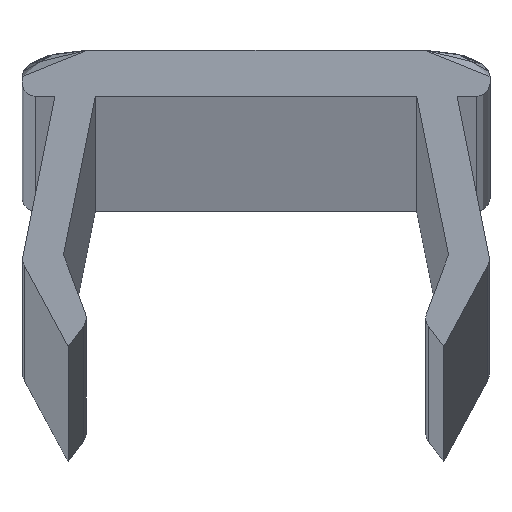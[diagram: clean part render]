
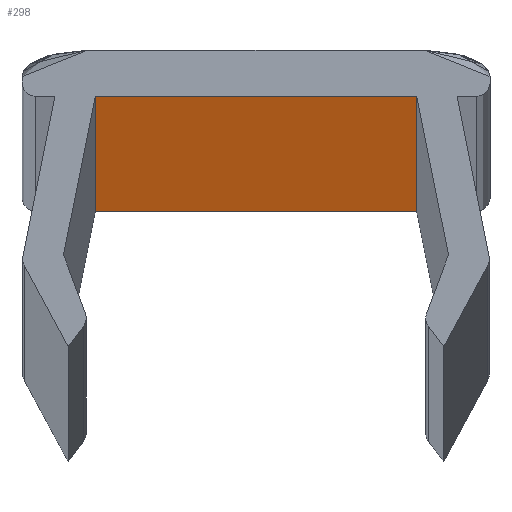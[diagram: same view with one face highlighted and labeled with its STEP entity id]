
A CAD part, top view. The second image highlights one B-rep face of the part: STEP entity #298.
In plain terms, the highlighted planar face has unit normal (0, -1, 0).
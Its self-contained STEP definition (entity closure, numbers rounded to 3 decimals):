
#21 = CARTESIAN_POINT ( 'NONE',  ( -2.438, 3.8, 1000. ) ) ;
#31 = DIRECTION ( 'NONE',  ( -1., 0., 0. ) ) ;
#49 = CARTESIAN_POINT ( 'NONE',  ( 2.438, 3.8, 0. ) ) ;
#65 = DIRECTION ( 'NONE',  ( 1., 0., 0. ) ) ;
#66 = ORIENTED_EDGE ( 'NONE', *, *, #644, .T. ) ;
#85 = DIRECTION ( 'NONE',  ( 0., 0., -1. ) ) ;
#114 = EDGE_LOOP ( 'NONE', ( #714, #725, #262, #66 ) ) ;
#173 = VERTEX_POINT ( 'NONE', #21 ) ;
#192 = PLANE ( 'NONE',  #210 ) ;
#194 = CARTESIAN_POINT ( 'NONE',  ( -2.438, 3.8, 0. ) ) ;
#210 = AXIS2_PLACEMENT_3D ( 'NONE', #616, #276, #31 ) ;
#225 = VERTEX_POINT ( 'NONE', #49 ) ;
#242 = VECTOR ( 'NONE', #65, 1000. ) ;
#262 = ORIENTED_EDGE ( 'NONE', *, *, #384, .F. ) ;
#273 = EDGE_CURVE ( 'NONE', #696, #225, #1025, .T. ) ;
#276 = DIRECTION ( 'NONE',  ( 0., 1., 0. ) ) ;
#298 = ADVANCED_FACE ( 'NONE', ( #615 ), #192, .F. ) ;
#384 = EDGE_CURVE ( 'NONE', #173, #931, #471, .T. ) ;
#392 = CARTESIAN_POINT ( 'NONE',  ( 2.438, 3.8, 1000. ) ) ;
#471 = LINE ( 'NONE', #740, #242 ) ;
#525 = LINE ( 'NONE', #581, #676 ) ;
#530 = CARTESIAN_POINT ( 'NONE',  ( 0., 3.8, 0. ) ) ;
#581 = CARTESIAN_POINT ( 'NONE',  ( -2.438, 3.8, 1000. ) ) ;
#615 = FACE_OUTER_BOUND ( 'NONE', #114, .T. ) ;
#616 = CARTESIAN_POINT ( 'NONE',  ( 0., 3.8, 1000. ) ) ;
#644 = EDGE_CURVE ( 'NONE', #173, #696, #525, .T. ) ;
#660 = LINE ( 'NONE', #891, #824 ) ;
#676 = VECTOR ( 'NONE', #85, 1000. ) ;
#696 = VERTEX_POINT ( 'NONE', #194 ) ;
#714 = ORIENTED_EDGE ( 'NONE', *, *, #273, .T. ) ;
#725 = ORIENTED_EDGE ( 'NONE', *, *, #1029, .F. ) ;
#740 = CARTESIAN_POINT ( 'NONE',  ( 0., 3.8, 1000. ) ) ;
#824 = VECTOR ( 'NONE', #976, 1000. ) ;
#891 = CARTESIAN_POINT ( 'NONE',  ( 2.438, 3.8, 1000. ) ) ;
#931 = VERTEX_POINT ( 'NONE', #392 ) ;
#971 = VECTOR ( 'NONE', #1027, 1000. ) ;
#976 = DIRECTION ( 'NONE',  ( 0., 0., -1. ) ) ;
#1025 = LINE ( 'NONE', #530, #971 ) ;
#1027 = DIRECTION ( 'NONE',  ( 1., 0., 0. ) ) ;
#1029 = EDGE_CURVE ( 'NONE', #931, #225, #660, .T. ) ;
